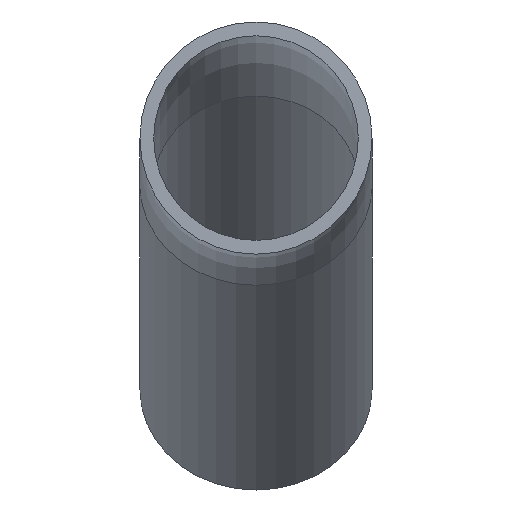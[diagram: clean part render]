
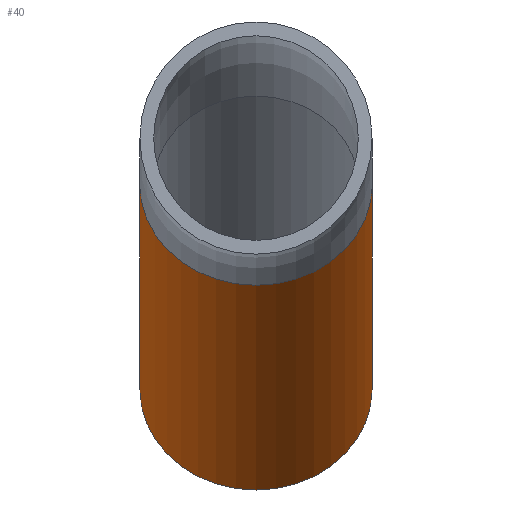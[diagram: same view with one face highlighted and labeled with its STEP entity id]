
A CAD part, left-side view. The second image highlights one B-rep face of the part: STEP entity #40.
In plain terms, the highlighted cylindrical face has radius 280 mm (diameter 560 mm), a full revolution.
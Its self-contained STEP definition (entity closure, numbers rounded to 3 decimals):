
#40 = ADVANCED_FACE( '', ( #81, #82 ), #83, .T. );
#81 = FACE_OUTER_BOUND( '', #120, .T. );
#82 = FACE_OUTER_BOUND( '', #121, .T. );
#83 = CYLINDRICAL_SURFACE( '', #122, 280. );
#120 = EDGE_LOOP( '', ( #161 ) );
#121 = EDGE_LOOP( '', ( #162 ) );
#122 = AXIS2_PLACEMENT_3D( '', #163, #164, #165 );
#161 = ORIENTED_EDGE( '', *, *, #189, .T. );
#162 = ORIENTED_EDGE( '', *, *, #195, .F. );
#163 = CARTESIAN_POINT( '', ( 2262.98, 0., -606.364 ) );
#164 = DIRECTION( '', ( -0.866, 0., 0.5 ) );
#165 = DIRECTION( '', ( -0.5, 0., -0.866 ) );
#189 = EDGE_CURVE( '', #208, #208, #209, .T. );
#195 = EDGE_CURVE( '', #217, #217, #218, .T. );
#208 = VERTEX_POINT( '', #232 );
#209 = CIRCLE( '', #233, 280. );
#217 = VERTEX_POINT( '', #241 );
#218 = CIRCLE( '', #242, 280. );
#232 = CARTESIAN_POINT( '', ( 1407.65, 280., -112.539 ) );
#233 = AXIS2_PLACEMENT_3D( '', #257, #258, #259 );
#241 = CARTESIAN_POINT( '', ( 2122.98, 0., -848.851 ) );
#242 = AXIS2_PLACEMENT_3D( '', #266, #267, #268 );
#257 = CARTESIAN_POINT( '', ( 1407.65, 0., -112.539 ) );
#258 = DIRECTION( '', ( 0.866, 0., -0.5 ) );
#259 = DIRECTION( '', ( 0., 1., 0. ) );
#266 = CARTESIAN_POINT( '', ( 2262.98, 0., -606.364 ) );
#267 = DIRECTION( '', ( 0.866, 0., -0.5 ) );
#268 = DIRECTION( '', ( -0.5, 0., -0.866 ) );
